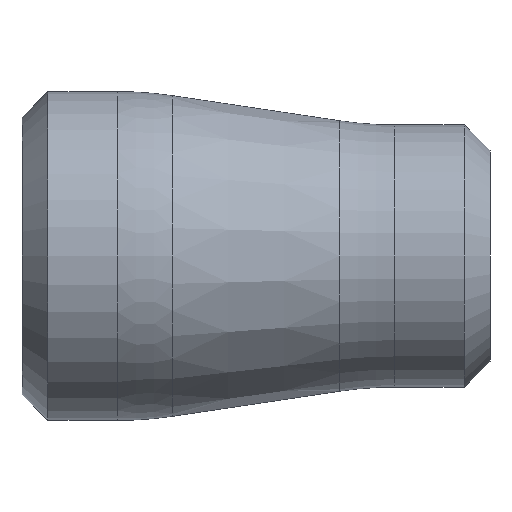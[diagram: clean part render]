
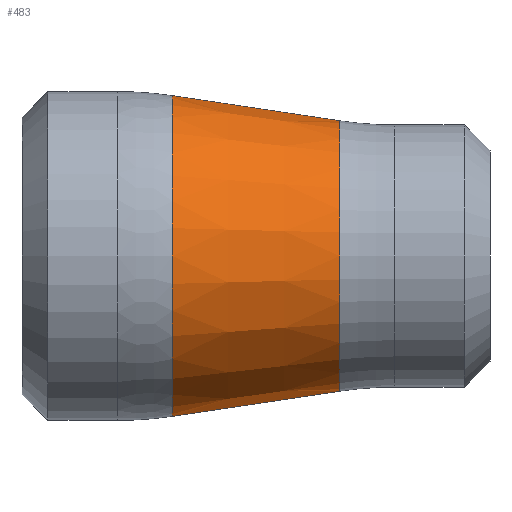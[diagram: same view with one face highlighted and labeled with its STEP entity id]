
A CAD part, front view. The second image highlights one B-rep face of the part: STEP entity #483.
In plain terms, the highlighted conical face has half-angle 8.531 degrees and reference radius 10.982 mm.
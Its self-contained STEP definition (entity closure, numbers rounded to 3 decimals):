
#20 = ORIENTED_EDGE ( 'NONE', *, *, #187, .T. ) ;
#35 = ORIENTED_EDGE ( 'NONE', *, *, #700, .F. ) ;
#41 = ORIENTED_EDGE ( 'NONE', *, *, #407, .F. ) ;
#54 = CARTESIAN_POINT ( 'NONE',  ( 25.787, 0., 0. ) ) ;
#70 = CARTESIAN_POINT ( 'NONE',  ( 12.213, 0., 13.018 ) ) ;
#78 = AXIS2_PLACEMENT_3D ( 'NONE', #638, #158, #294 ) ;
#105 = ORIENTED_EDGE ( 'NONE', *, *, #300, .T. ) ;
#149 = CARTESIAN_POINT ( 'NONE',  ( 25.787, 0., 10.982 ) ) ;
#158 = DIRECTION ( 'NONE',  ( -1., 0., 0. ) ) ;
#187 = EDGE_CURVE ( 'NONE', #619, #684, #712, .T. ) ;
#221 = CIRCLE ( 'NONE', #78, 13.018 ) ;
#237 = DIRECTION ( 'NONE',  ( 0., 0., 1. ) ) ;
#247 = AXIS2_PLACEMENT_3D ( 'NONE', #54, #519, #237 ) ;
#256 = LINE ( 'NONE', #589, #743 ) ;
#294 = DIRECTION ( 'NONE',  ( 0., 0., 1. ) ) ;
#300 = EDGE_CURVE ( 'NONE', #684, #556, #672, .T. ) ;
#302 = DIRECTION ( 'NONE',  ( 0., 0., 1. ) ) ;
#351 = EDGE_LOOP ( 'NONE', ( #35, #20, #105, #41 ) ) ;
#354 = CARTESIAN_POINT ( 'NONE',  ( 12.213, 0., -13.018 ) ) ;
#407 = EDGE_CURVE ( 'NONE', #570, #556, #221, .T. ) ;
#423 = CARTESIAN_POINT ( 'NONE',  ( 25.787, 0., 0. ) ) ;
#481 = CARTESIAN_POINT ( 'NONE',  ( 25.787, 0., 10.982 ) ) ;
#483 = ADVANCED_FACE ( 'NONE', ( #751 ), #609, .T. ) ;
#504 = AXIS2_PLACEMENT_3D ( 'NONE', #423, #535, #302 ) ;
#519 = DIRECTION ( 'NONE',  ( -1., 0., 0. ) ) ;
#535 = DIRECTION ( 'NONE',  ( -1., 0., 0. ) ) ;
#556 = VERTEX_POINT ( 'NONE', #70 ) ;
#558 = VECTOR ( 'NONE', #664, 1000. ) ;
#570 = VERTEX_POINT ( 'NONE', #354 ) ;
#589 = CARTESIAN_POINT ( 'NONE',  ( 25.787, 0., -10.982 ) ) ;
#609 = CONICAL_SURFACE ( 'NONE', #247, 10.982, 0.149 ) ;
#619 = VERTEX_POINT ( 'NONE', #756 ) ;
#638 = CARTESIAN_POINT ( 'NONE',  ( 12.213, 0., 0. ) ) ;
#662 = DIRECTION ( 'NONE',  ( -0.989, 0., -0.148 ) ) ;
#664 = DIRECTION ( 'NONE',  ( -0.989, 0., 0.148 ) ) ;
#672 = LINE ( 'NONE', #149, #558 ) ;
#684 = VERTEX_POINT ( 'NONE', #481 ) ;
#700 = EDGE_CURVE ( 'NONE', #619, #570, #256, .T. ) ;
#712 = CIRCLE ( 'NONE', #504, 10.982 ) ;
#743 = VECTOR ( 'NONE', #662, 1000. ) ;
#751 = FACE_OUTER_BOUND ( 'NONE', #351, .T. ) ;
#756 = CARTESIAN_POINT ( 'NONE',  ( 25.787, 0., -10.982 ) ) ;
